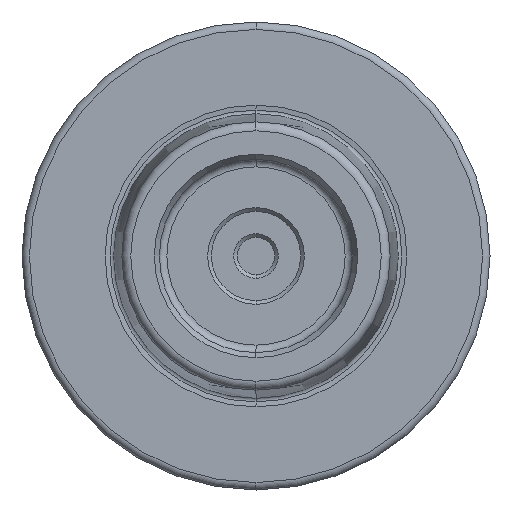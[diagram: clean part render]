
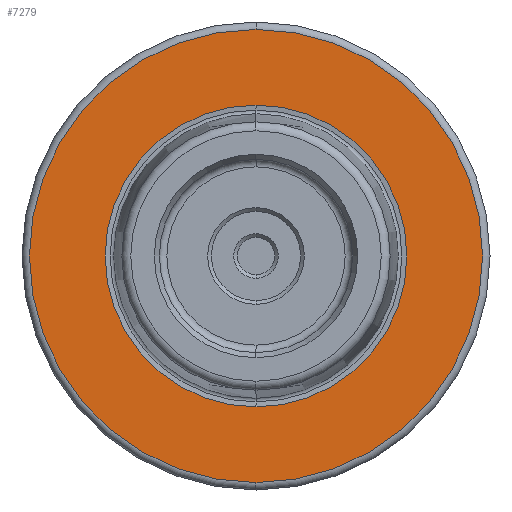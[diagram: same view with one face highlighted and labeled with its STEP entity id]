
A CAD part, left-side view. The second image highlights one B-rep face of the part: STEP entity #7279.
In plain terms, the highlighted planar face has unit normal (-1, 0, 0).
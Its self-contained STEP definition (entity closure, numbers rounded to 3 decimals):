
#1807 = ORIENTED_EDGE ( 'NONE', *, *, #7850, .T. ) ;
#1824 = ORIENTED_EDGE ( 'NONE', *, *, #7803, .T. ) ;
#1855 = ORIENTED_EDGE ( 'NONE', *, *, #7710, .T. ) ;
#1863 = ORIENTED_EDGE ( 'NONE', *, *, #7740, .T. ) ;
#2819 = VERTEX_POINT ( 'NONE', #6278 ) ;
#2859 = VERTEX_POINT ( 'NONE', #6260 ) ;
#2898 = VERTEX_POINT ( 'NONE', #6592 ) ;
#2930 = VERTEX_POINT ( 'NONE', #6617 ) ;
#3980 = FACE_BOUND ( 'NONE', #24526, .T. ) ;
#4038 = FACE_OUTER_BOUND ( 'NONE', #24484, .T. ) ;
#6260 = CARTESIAN_POINT ( 'NONE',  ( 0., 0., -20.308 ) ) ;
#6278 = CARTESIAN_POINT ( 'NONE',  ( 0., 0., 20.308 ) ) ;
#6592 = CARTESIAN_POINT ( 'NONE',  ( 0., 0., 30.5 ) ) ;
#6617 = CARTESIAN_POINT ( 'NONE',  ( 0., 0., -30.5 ) ) ;
#7279 = ADVANCED_FACE ( 'NONE', ( #4038, #3980 ), #20051, .T. ) ;
#7710 = EDGE_CURVE ( 'NONE', #2898, #2930, #14195, .T. ) ;
#7740 = EDGE_CURVE ( 'NONE', #2819, #2859, #14249, .T. ) ;
#7803 = EDGE_CURVE ( 'NONE', #2859, #2819, #14323, .T. ) ;
#7850 = EDGE_CURVE ( 'NONE', #2930, #2898, #14377, .T. ) ;
#14195 = CIRCLE ( 'NONE', #18837, 30.5 ) ;
#14249 = CIRCLE ( 'NONE', #18839, 20.308 ) ;
#14323 = CIRCLE ( 'NONE', #18878, 20.308 ) ;
#14377 = CIRCLE ( 'NONE', #18867, 30.5 ) ;
#15888 = CARTESIAN_POINT ( 'NONE',  ( 0., 0., 0. ) ) ;
#15908 = DIRECTION ( 'NONE',  ( -1., 0., 0. ) ) ;
#15918 = DIRECTION ( 'NONE',  ( 0., 0., 1. ) ) ;
#16026 = CARTESIAN_POINT ( 'NONE',  ( 0., 0., 0. ) ) ;
#16033 = DIRECTION ( 'NONE',  ( 0., 0., -1. ) ) ;
#16042 = DIRECTION ( 'NONE',  ( 1., 0., 0. ) ) ;
#16308 = CARTESIAN_POINT ( 'NONE',  ( 0., 0., 0. ) ) ;
#16316 = DIRECTION ( 'NONE',  ( 0., 0., -1. ) ) ;
#16331 = DIRECTION ( 'NONE',  ( 1., 0., 0. ) ) ;
#16503 = CARTESIAN_POINT ( 'NONE',  ( 0., 0., 0. ) ) ;
#16504 = DIRECTION ( 'NONE',  ( -1., 0., 0. ) ) ;
#16508 = DIRECTION ( 'NONE',  ( 0., 0., 1. ) ) ;
#18490 = AXIS2_PLACEMENT_3D ( 'NONE', #20083, #20081, #20062 ) ;
#18837 = AXIS2_PLACEMENT_3D ( 'NONE', #15888, #15908, #15918 ) ;
#18839 = AXIS2_PLACEMENT_3D ( 'NONE', #16026, #16042, #16033 ) ;
#18867 = AXIS2_PLACEMENT_3D ( 'NONE', #16503, #16504, #16508 ) ;
#18878 = AXIS2_PLACEMENT_3D ( 'NONE', #16308, #16331, #16316 ) ;
#20051 = PLANE ( 'NONE',  #18490 ) ;
#20062 = DIRECTION ( 'NONE',  ( 0., 0., 1. ) ) ;
#20081 = DIRECTION ( 'NONE',  ( -1., 0., 0. ) ) ;
#20083 = CARTESIAN_POINT ( 'NONE',  ( 0., 20.308, 0. ) ) ;
#24484 = EDGE_LOOP ( 'NONE', ( #1855, #1807 ) ) ;
#24526 = EDGE_LOOP ( 'NONE', ( #1863, #1824 ) ) ;
